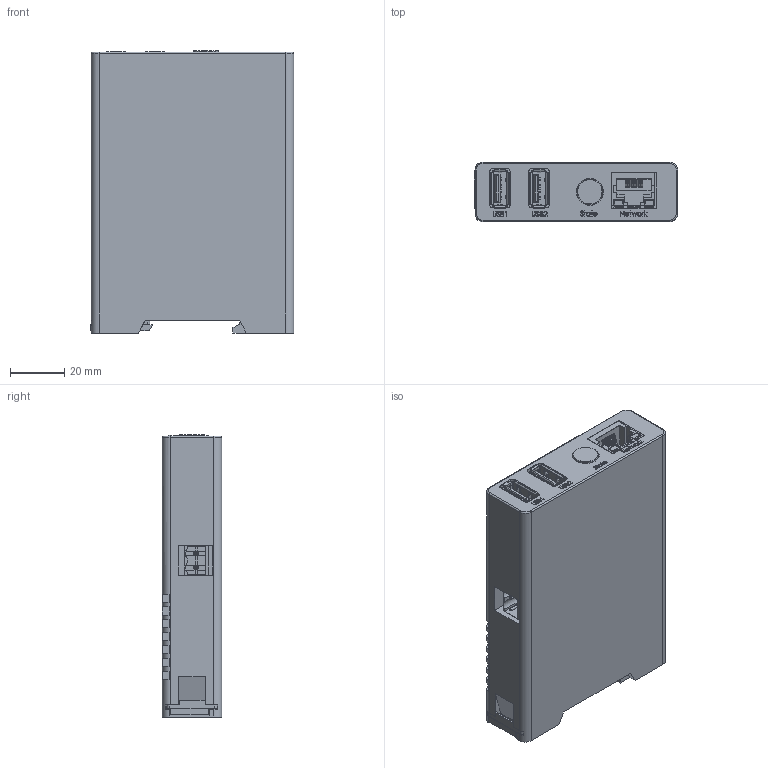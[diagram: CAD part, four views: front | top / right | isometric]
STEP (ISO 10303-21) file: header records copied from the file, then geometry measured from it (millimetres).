
FILE_DESCRIPTION (( 'STEP AP214' ), '1' );
FILE_NAME ('USB-GIGABIT-SERVER.STEP', '2016-05-20T10:51:23', ( '' ), ( '' ), 'SwSTEP 2.0', 'SolidWorks 2015', '' );
FILE_SCHEMA (( 'AUTOMOTIVE_DESIGN' ));
Length unit declared in the file: millimetre
Products named in the file (11): USB-Buchse A vertikal; Insulator; USB-SERVER Industry Isochron; USB-GIGABIT-SERVER; Hut-Schiene-Federverschluss; WE_RJ45_7499511611
Assembly tree (6 placements, depth 3):
  USB-Buchse A vertikal
  USB-Buchse A vertikal
  Insulator
  USB-SERVER Industry Isochron
  USB-GIGABIT-SERVER
    USB-SERVER Industry Isochron
    WE_RJ45_7499511611
      Insulator
    USB-Buchse A vertikal  x2
    Hut-Schiene-Federverschluss
Bounding box: 75.32 x 22 x 104.4 mm (x, y, z)
Volume: 166538.4 mm3; surface area: 34998.4 mm2
Topology: 5 solids, 5 shells, 1518 faces, 4142 edges, 2705 vertices
Faces by surface type: plane 958, cylinder 377, bspline 163, cone 14, torus 6
Entity records: 51293 total; most frequent: CARTESIAN_POINT 15117, ORIENTED_EDGE 6564, DIRECTION 5498, EDGE_CURVE 3282, LINE 2342, VECTOR 2342, VERTEX_POINT 2153, AXIS2_PLACEMENT_3D 1578
